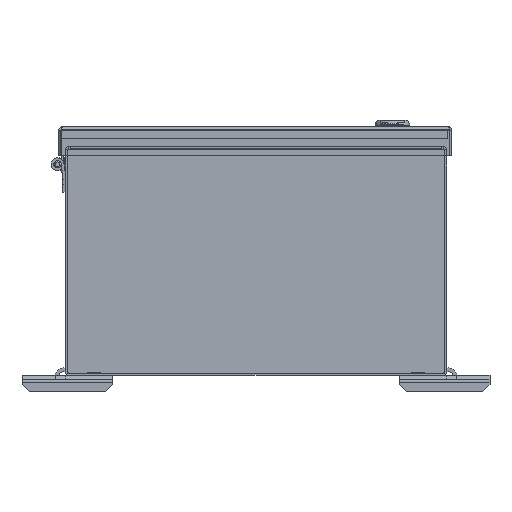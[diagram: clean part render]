
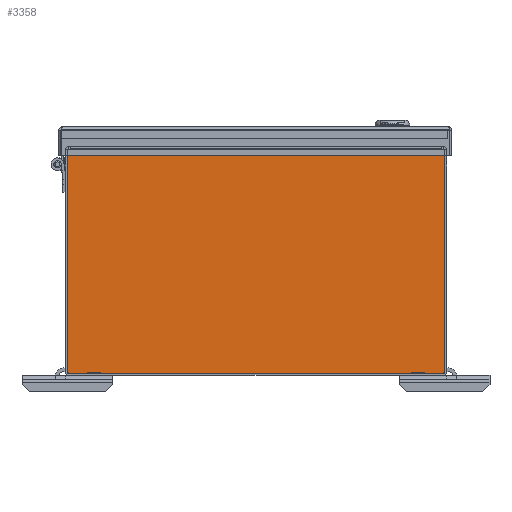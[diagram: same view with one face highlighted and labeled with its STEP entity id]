
A CAD part, front view. The second image highlights one B-rep face of the part: STEP entity #3358.
In plain terms, the highlighted planar face has unit normal (0, -1, 0).
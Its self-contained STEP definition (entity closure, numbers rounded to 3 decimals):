
#3358 = ADVANCED_FACE( '', ( #7379 ), #7380, .T. );
#7379 = FACE_OUTER_BOUND( '', #21931, .T. );
#7380 = PLANE( '', #21932 );
#21931 = EDGE_LOOP( '', ( #48538, #48539, #48540, #48541, #48542, #48543 ) );
#21932 = AXIS2_PLACEMENT_3D( '', #48544, #48545, #48546 );
#48538 = ORIENTED_EDGE( '', *, *, #61340, .T. );
#48539 = ORIENTED_EDGE( '', *, *, #60628, .T. );
#48540 = ORIENTED_EDGE( '', *, *, #61341, .T. );
#48541 = ORIENTED_EDGE( '', *, *, #60465, .T. );
#48542 = ORIENTED_EDGE( '', *, *, #61342, .T. );
#48543 = ORIENTED_EDGE( '', *, *, #59354, .T. );
#48544 = CARTESIAN_POINT( '', ( 0., 0., 0. ) );
#48545 = DIRECTION( '', ( 0., -1., 0. ) );
#48546 = DIRECTION( '', ( 0., 0., -1. ) );
#59354 = EDGE_CURVE( '', #64677, #64678, #64679, .T. );
#60465 = EDGE_CURVE( '', #66573, #66574, #66575, .T. );
#60628 = EDGE_CURVE( '', #66839, #66837, #66840, .T. );
#61340 = EDGE_CURVE( '', #64678, #66839, #67984, .T. );
#61341 = EDGE_CURVE( '', #66837, #66573, #67985, .T. );
#61342 = EDGE_CURVE( '', #66574, #64677, #67986, .T. );
#64677 = VERTEX_POINT( '', #73379 );
#64678 = VERTEX_POINT( '', #73380 );
#64679 = LINE( '', #73381, #73382 );
#66573 = VERTEX_POINT( '', #78104 );
#66574 = VERTEX_POINT( '', #78105 );
#66575 = LINE( '', #78106, #78107 );
#66837 = VERTEX_POINT( '', #78681 );
#66839 = VERTEX_POINT( '', #78684 );
#66840 = LINE( '', #78685, #78686 );
#67984 = LINE( '', #81749, #81750 );
#67985 = LINE( '', #81751, #81752 );
#67986 = LINE( '', #81753, #81754 );
#73379 = CARTESIAN_POINT( '', ( -125.476, 0., -75.438 ) );
#73380 = CARTESIAN_POINT( '', ( 125.476, 0., -75.438 ) );
#73381 = CARTESIAN_POINT( '', ( -125.476, 0., -75.438 ) );
#73382 = VECTOR( '', #89804, 1000. );
#78104 = CARTESIAN_POINT( '', ( -125.457, 0., 73.101 ) );
#78105 = CARTESIAN_POINT( '', ( -125.476, 0., 73.083 ) );
#78106 = CARTESIAN_POINT( '', ( -115.611, 0., 82.947 ) );
#78107 = VECTOR( '', #90669, 1000. );
#78681 = CARTESIAN_POINT( '', ( 125.457, 0., 73.101 ) );
#78684 = CARTESIAN_POINT( '', ( 125.476, 0., 73.083 ) );
#78685 = CARTESIAN_POINT( '', ( 126.003, 0., 72.556 ) );
#78686 = VECTOR( '', #90804, 1000. );
#81749 = CARTESIAN_POINT( '', ( 125.476, 0., -75.438 ) );
#81750 = VECTOR( '', #91286, 1000. );
#81751 = CARTESIAN_POINT( '', ( 125.476, 0., 73.101 ) );
#81752 = VECTOR( '', #91287, 1000. );
#81753 = CARTESIAN_POINT( '', ( -125.476, 0., 75.438 ) );
#81754 = VECTOR( '', #91288, 1000. );
#89804 = DIRECTION( '', ( 1., 0., 0. ) );
#90669 = DIRECTION( '', ( -0.707, 0., -0.707 ) );
#90804 = DIRECTION( '', ( -0.707, 0., 0.707 ) );
#91286 = DIRECTION( '', ( 0., 0., 1. ) );
#91287 = DIRECTION( '', ( -1., 0., 0. ) );
#91288 = DIRECTION( '', ( 0., 0., -1. ) );
